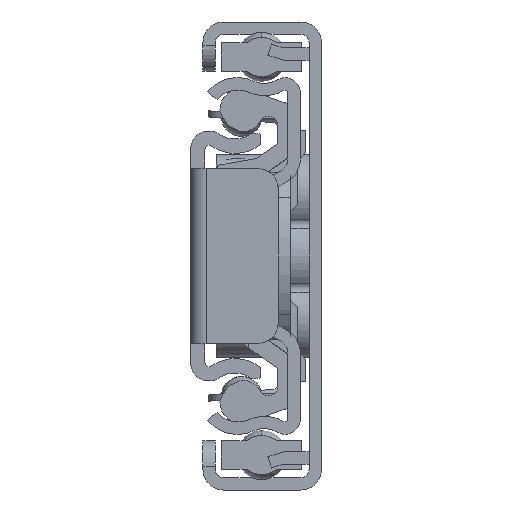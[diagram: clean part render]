
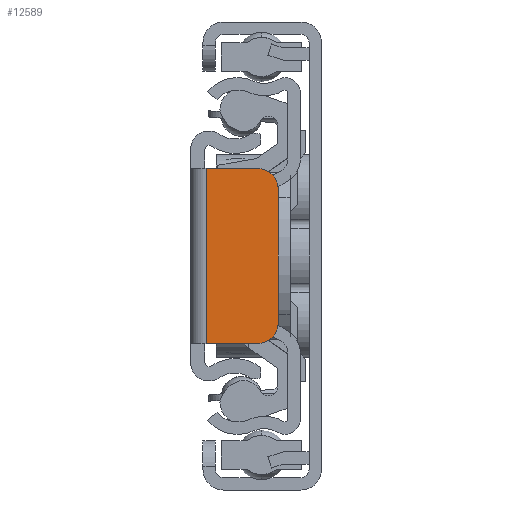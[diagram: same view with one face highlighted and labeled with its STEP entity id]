
A CAD part, front view. The second image highlights one B-rep face of the part: STEP entity #12589.
In plain terms, the highlighted face is planar.
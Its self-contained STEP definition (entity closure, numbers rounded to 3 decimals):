
#11404=DIRECTION('',(0.,0.,1.));
#11405=VECTOR('',#11404,17.);
#11406=CARTESIAN_POINT('',(-1.9,346.5,-8.5));
#11407=LINE('',#11406,#11405);
#11408=DIRECTION('',(-1.,0.,0.));
#11409=VECTOR('',#11408,5.);
#11410=CARTESIAN_POINT('',(3.1,346.5,-8.5));
#11411=LINE('',#11410,#11409);
#11412=CARTESIAN_POINT('',(3.1,346.5,-6.5));
#11413=DIRECTION('',(0.,1.,0.));
#11414=DIRECTION('',(1.,0.,0.));
#11415=AXIS2_PLACEMENT_3D('',#11412,#11413,#11414);
#11417=DIRECTION('',(0.,0.,-1.));
#11418=VECTOR('',#11417,13.);
#11419=CARTESIAN_POINT('',(5.1,346.5,6.5));
#11420=LINE('',#11419,#11418);
#11421=CARTESIAN_POINT('',(3.1,346.5,6.5));
#11422=DIRECTION('',(0.,1.,0.));
#11423=DIRECTION('',(0.,0.,1.));
#11424=AXIS2_PLACEMENT_3D('',#11421,#11422,#11423);
#11426=DIRECTION('',(1.,0.,0.));
#11427=VECTOR('',#11426,5.);
#11428=CARTESIAN_POINT('',(-1.9,346.5,8.5));
#11429=LINE('',#11428,#11427);
#11726=CARTESIAN_POINT('',(3.1,346.5,8.5));
#11727=CARTESIAN_POINT('',(5.1,346.5,6.5));
#11728=VERTEX_POINT('',#11726);
#11729=VERTEX_POINT('',#11727);
#11730=CARTESIAN_POINT('',(5.1,346.5,-6.5));
#11731=VERTEX_POINT('',#11730);
#11732=CARTESIAN_POINT('',(3.1,346.5,-8.5));
#11733=VERTEX_POINT('',#11732);
#11734=CARTESIAN_POINT('',(-1.9,346.5,8.5));
#11736=VERTEX_POINT('',#11734);
#11740=CARTESIAN_POINT('',(-1.9,346.5,-8.5));
#11741=VERTEX_POINT('',#11740);
#12573=CARTESIAN_POINT('',(-3.4,346.5,0.));
#12574=DIRECTION('',(0.,1.,0.));
#12575=DIRECTION('',(1.,0.,0.));
#12576=AXIS2_PLACEMENT_3D('',#12573,#12574,#12575);
#12577=PLANE('',#12576);
#12578=ORIENTED_EDGE('',*,*,#12550,.F.);
#12579=ORIENTED_EDGE('',*,*,#12536,.F.);
#12581=ORIENTED_EDGE('',*,*,#12580,.F.);
#12583=ORIENTED_EDGE('',*,*,#12582,.F.);
#12585=ORIENTED_EDGE('',*,*,#12584,.F.);
#12586=ORIENTED_EDGE('',*,*,#12561,.F.);
#12587=EDGE_LOOP('',(#12578,#12579,#12581,#12583,#12585,#12586));
#12588=FACE_OUTER_BOUND('',#12587,.F.);
#12589=ADVANCED_FACE('',(#12588),#12577,.T.);
#11416=CIRCLE('',#11415,2.);
#11425=CIRCLE('',#11424,2.);
#12536=EDGE_CURVE('',#11733,#11741,#11411,.T.);
#12550=EDGE_CURVE('',#11741,#11736,#11407,.T.);
#12561=EDGE_CURVE('',#11736,#11728,#11429,.T.);
#12580=EDGE_CURVE('',#11731,#11733,#11416,.T.);
#12582=EDGE_CURVE('',#11729,#11731,#11420,.T.);
#12584=EDGE_CURVE('',#11728,#11729,#11425,.T.);
